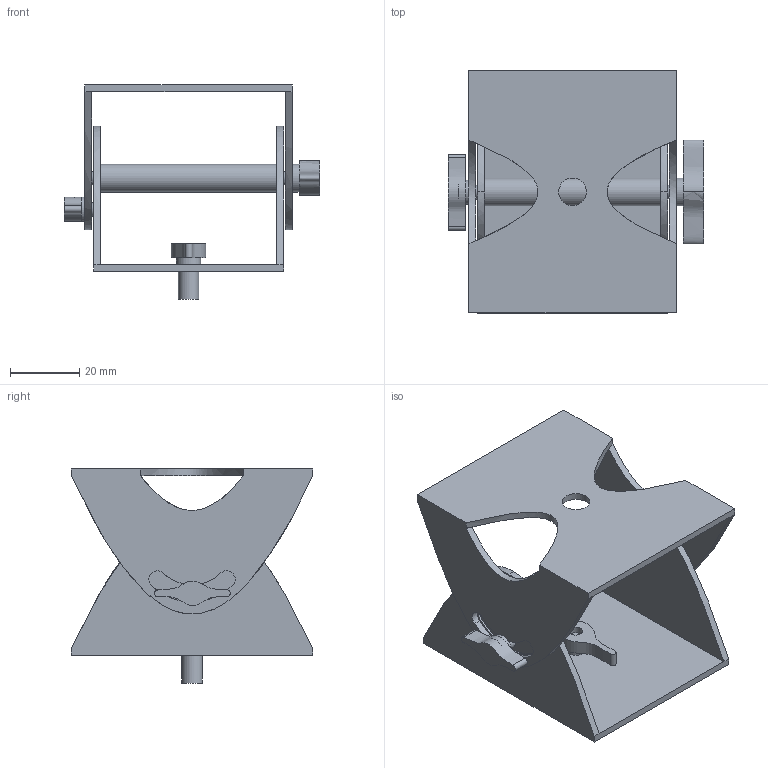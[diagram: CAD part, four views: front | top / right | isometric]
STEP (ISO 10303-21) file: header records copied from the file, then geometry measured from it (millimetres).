
FILE_DESCRIPTION(/* description */ (''),/* implementation_level */ '2;1');
FILE_NAME(/* name */ 'Dossier de l''équipe ERIGE/DEVELOPPEMENT PRODUIT/Cahier des charges/Composants hardware/Accessoires/support camera v2.step',/* time_stamp */ '2020-05-21T13:03:13+02:00',/* author */ (''),/* organization */ (''),/* preprocessor_version */ 'ST-DEVELOPER v18.1',/* originating_system */ 'Autodesk Translation Framework v9.3.0.1241',/* authorisation */ '');
FILE_SCHEMA (('AUTOMOTIVE_DESIGN { 1 0 10303 214 3 1 1 }'));
Length unit declared in the file: millimetre
Products named in the file (2): support camera; Composant4
Assembly tree (1 placements, depth 2):
  support camera
    Composant4
Bounding box: 74 x 70 x 62 mm (x, y, z)
Volume: 31940.3 mm3; surface area: 35089.1 mm2
Topology: 3 solids, 3 shells, 87 faces, 216 edges, 143 vertices
Faces by surface type: plane 36, cylinder 31, bspline 20
Full cylindrical faces by diameter (mm): 3.908 x3, 4 x1, 4.2 x1, 5 x3, 5.884 x1, 6 x2, 7 x3, 8 x3
Entity records: 4588 total; most frequent: CARTESIAN_POINT 2533, ORIENTED_EDGE 432, DIRECTION 384, EDGE_CURVE 216, VERTEX_POINT 143, AXIS2_PLACEMENT_3D 142, EDGE_LOOP 113, LINE 100
